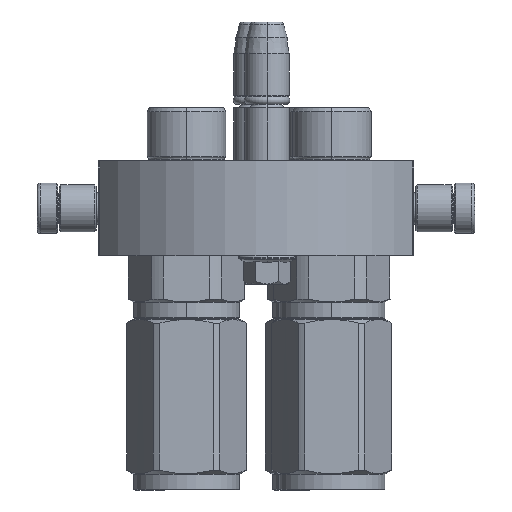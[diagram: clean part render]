
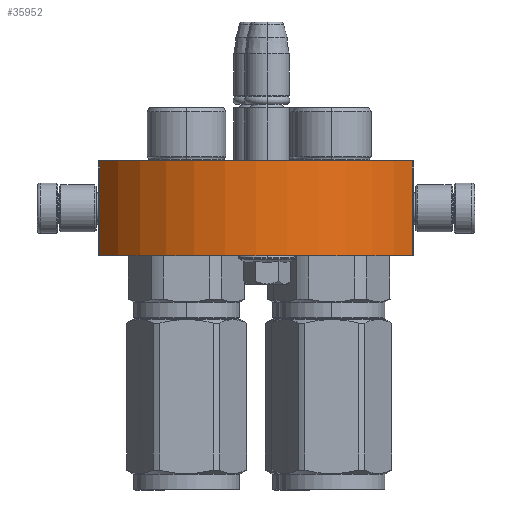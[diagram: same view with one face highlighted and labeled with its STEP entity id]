
A CAD part, left-side view. The second image highlights one B-rep face of the part: STEP entity #35952.
In plain terms, the highlighted cylindrical face has radius 57.25 mm (diameter 114.5 mm), a partial arc.
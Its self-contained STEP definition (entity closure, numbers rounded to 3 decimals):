
#1314 = CYLINDRICAL_SURFACE ( 'NONE', #38658, 57.25 ) ;
#3648 = DIRECTION ( 'NONE',  ( 0., -1., 0. ) ) ;
#4289 = CARTESIAN_POINT ( 'NONE',  ( 49.5, 30., -28.763 ) ) ;
#4833 = ORIENTED_EDGE ( 'NONE', *, *, #38569, .T. ) ;
#5805 = DIRECTION ( 'NONE',  ( 0., 1., 0. ) ) ;
#6421 = CARTESIAN_POINT ( 'NONE',  ( -49.5, 30., -28.763 ) ) ;
#6890 = EDGE_CURVE ( 'NONE', #37961, #10171, #12729, .T. ) ;
#7296 = ORIENTED_EDGE ( 'NONE', *, *, #18649, .F. ) ;
#8030 = DIRECTION ( 'NONE',  ( 1., 0., 0. ) ) ;
#8186 = DIRECTION ( 'NONE',  ( 0.865, 0., -0.502 ) ) ;
#8188 = LINE ( 'NONE', #21219, #17924 ) ;
#8215 = VECTOR ( 'NONE', #17601, 1000. ) ;
#8470 = ORIENTED_EDGE ( 'NONE', *, *, #16993, .T. ) ;
#10072 = VERTEX_POINT ( 'NONE', #35362 ) ;
#10171 = VERTEX_POINT ( 'NONE', #6421 ) ;
#11593 = DIRECTION ( 'NONE',  ( 0., 1., 0. ) ) ;
#12638 = CARTESIAN_POINT ( 'NONE',  ( 0., 0., 0. ) ) ;
#12729 = CIRCLE ( 'NONE', #35808, 57.25 ) ;
#15934 = DIRECTION ( 'NONE',  ( 0.865, 0., -0.502 ) ) ;
#16993 = EDGE_CURVE ( 'NONE', #34353, #10171, #8188, .T. ) ;
#17601 = DIRECTION ( 'NONE',  ( 0., 1., 0. ) ) ;
#17922 = CARTESIAN_POINT ( 'NONE',  ( 0., 30., 0. ) ) ;
#17924 = VECTOR ( 'NONE', #30834, 1000. ) ;
#18322 = CIRCLE ( 'NONE', #25858, 57.25 ) ;
#18649 = EDGE_CURVE ( 'NONE', #10072, #37961, #21527, .T. ) ;
#20368 = CARTESIAN_POINT ( 'NONE',  ( 0., 0., 0. ) ) ;
#21219 = CARTESIAN_POINT ( 'NONE',  ( -49.5, 0., -28.763 ) ) ;
#21527 = LINE ( 'NONE', #23753, #8215 ) ;
#23026 = EDGE_LOOP ( 'NONE', ( #30863, #7296, #4833, #8470 ) ) ;
#23753 = CARTESIAN_POINT ( 'NONE',  ( 49.5, 0., -28.763 ) ) ;
#25858 = AXIS2_PLACEMENT_3D ( 'NONE', #12638, #5805, #15934 ) ;
#27990 = FACE_OUTER_BOUND ( 'NONE', #23026, .T. ) ;
#30834 = DIRECTION ( 'NONE',  ( 0., 1., 0. ) ) ;
#30863 = ORIENTED_EDGE ( 'NONE', *, *, #6890, .F. ) ;
#34353 = VERTEX_POINT ( 'NONE', #40848 ) ;
#35362 = CARTESIAN_POINT ( 'NONE',  ( 49.5, 0., -28.763 ) ) ;
#35808 = AXIS2_PLACEMENT_3D ( 'NONE', #17922, #11593, #8186 ) ;
#35952 = ADVANCED_FACE ( 'NONE', ( #27990 ), #1314, .T. ) ;
#37961 = VERTEX_POINT ( 'NONE', #4289 ) ;
#38569 = EDGE_CURVE ( 'NONE', #10072, #34353, #18322, .T. ) ;
#38658 = AXIS2_PLACEMENT_3D ( 'NONE', #20368, #3648, #8030 ) ;
#40848 = CARTESIAN_POINT ( 'NONE',  ( -49.5, 0., -28.763 ) ) ;
